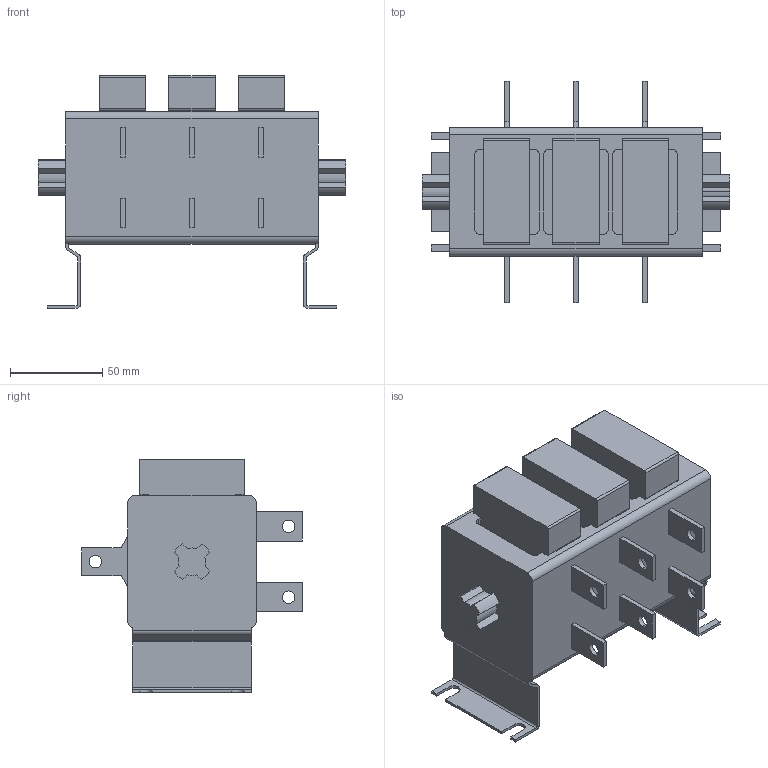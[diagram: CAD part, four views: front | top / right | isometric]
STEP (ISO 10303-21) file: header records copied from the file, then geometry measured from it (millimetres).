
FILE_DESCRIPTION (( 'STEP AP203' ), '1' );
FILE_NAME ('Âûêëþ÷àòåëü-ðàçúåäèíèòåëü ÂÐÓ32Ó-31À71240.STEP', '2018-09-04T06:06:19', ( '' ), ( '' ), 'SwSTEP 2.0', 'SolidWorks 2017', '' );
FILE_SCHEMA (( 'CONFIG_CONTROL_DESIGN' ));
Length unit declared in the file: millimetre
Products named in the file (1): Âûêëþ÷àòåëü-ðàçúåäèíèòåëü ÂÐÓ32Ó-31À71240
Bounding box: 167 x 120 x 126.5 mm (x, y, z)
Volume: 824891.2 mm3; surface area: 94472.6 mm2
Topology: 2 solids, 2 shells, 253 faces, 696 edges, 464 vertices
Faces by surface type: plane 159, cylinder 94
Entity records: 8173 total; most frequent: CARTESIAN_POINT 1414, DIRECTION 1396, ORIENTED_EDGE 1392, EDGE_CURVE 696, VECTOR 504, LINE 504, VERTEX_POINT 464, AXIS2_PLACEMENT_3D 446
